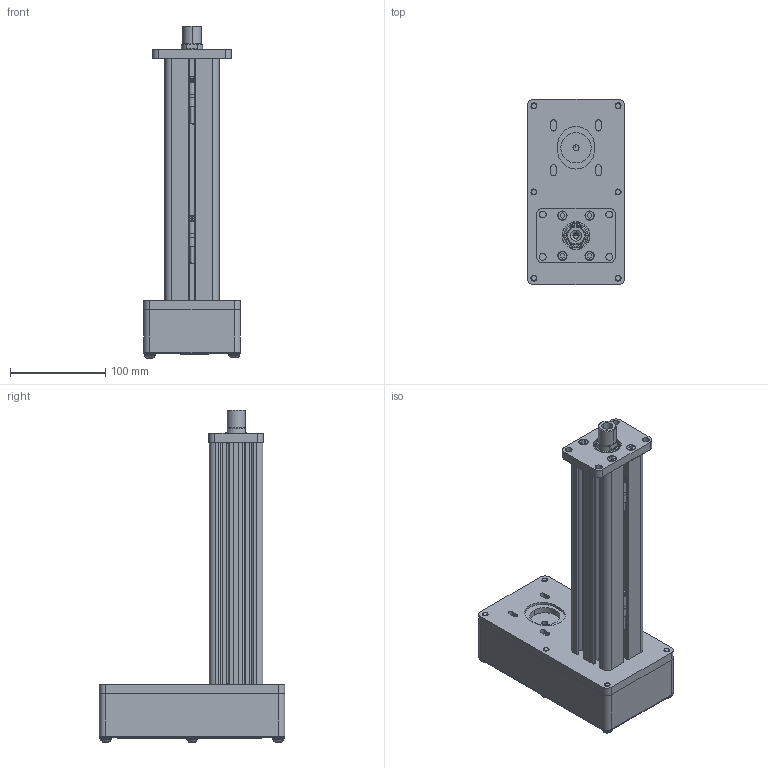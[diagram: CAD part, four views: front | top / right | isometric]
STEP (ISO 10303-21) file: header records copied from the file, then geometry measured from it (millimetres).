
FILE_DESCRIPTION (( 'STEP AP203' ), '1' );
FILE_NAME ('IM20-06XX-FF-P10-N23.STEP', '2008-02-18T19:14:26', ( ' ' ), ( ' ' ), 'SwSTEP 2.0', 'SolidWorks 2007', '' );
FILE_SCHEMA (( 'CONFIG_CONTROL_DESIGN' ));
Products named in the file (1): IM20-06XX-FF-P10-N23
Bounding box: 101.6 x 194.11 x 347.9 mm (x, y, z)
Volume: 761699.4 mm3; surface area: 379936.1 mm2
Topology: 27 solids, 31 shells, 2761 faces, 6444 edges, 3726 vertices
Faces by surface type: cylinder 1254, cone 586, plane 536, torus 184, bspline 102, sphere 99
Entity records: 92423 total; most frequent: CARTESIAN_POINT 29823, DIRECTION 13751, ORIENTED_EDGE 12704, EDGE_CURVE 6352, AXIS2_PLACEMENT_3D 5390, VERTEX_POINT 3710, LINE 2971, VECTOR 2971
